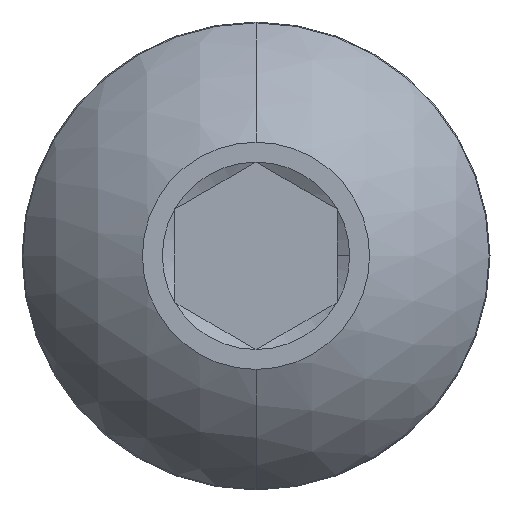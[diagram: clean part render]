
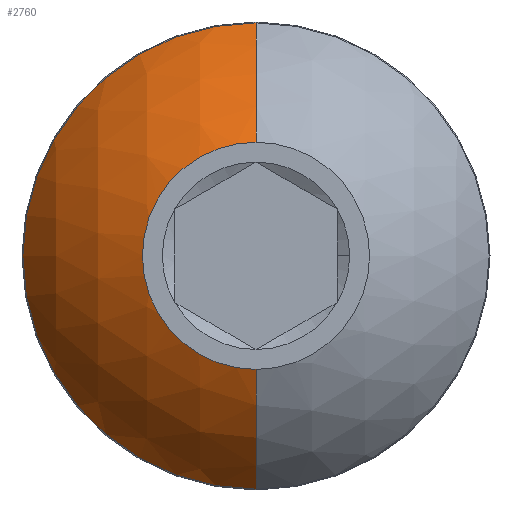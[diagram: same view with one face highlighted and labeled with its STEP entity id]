
A CAD part, top view. The second image highlights one B-rep face of the part: STEP entity #2760.
In plain terms, the highlighted spherical face has radius 5.269 mm.
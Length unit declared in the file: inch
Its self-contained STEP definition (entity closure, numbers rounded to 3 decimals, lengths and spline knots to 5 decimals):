
#87 = DIRECTION ( 'NONE',  ( 0., 0., 1. ) ) ;
#192 = CARTESIAN_POINT ( 'NONE',  ( 0., 0.0875, 0.1755 ) ) ;
#209 = CARTESIAN_POINT ( 'NONE',  ( 0., 0., 0.1755 ) ) ;
#272 = CARTESIAN_POINT ( 'NONE',  ( 0., 0., -0.01259 ) ) ;
#281 = CARTESIAN_POINT ( 'NONE',  ( 0., 0.17958, 0.09126 ) ) ;
#405 = CIRCLE ( 'NONE', #1538, 0.20744 ) ;
#515 = CARTESIAN_POINT ( 'NONE',  ( 0., 0., 0.09126 ) ) ;
#542 = VERTEX_POINT ( 'NONE', #281 ) ;
#583 = CIRCLE ( 'NONE', #1083, 0.17958 ) ;
#617 = CIRCLE ( 'NONE', #932, 0.17958 ) ;
#700 = EDGE_CURVE ( 'NONE', #2592, #1066, #405, .T. ) ;
#738 = ORIENTED_EDGE ( 'NONE', *, *, #2257, .F. ) ;
#765 = DIRECTION ( 'NONE',  ( 0., -1., 0. ) ) ;
#797 = DIRECTION ( 'NONE',  ( 0., 0., 1. ) ) ;
#798 = EDGE_CURVE ( 'NONE', #542, #1202, #2495, .T. ) ;
#932 = AXIS2_PLACEMENT_3D ( 'NONE', #1049, #797, #2373 ) ;
#1020 = CARTESIAN_POINT ( 'NONE',  ( 0., -0.17958, 0.09126 ) ) ;
#1026 = CIRCLE ( 'NONE', #2398, 0.0875 ) ;
#1049 = CARTESIAN_POINT ( 'NONE',  ( 0., 0., 0.09126 ) ) ;
#1066 = VERTEX_POINT ( 'NONE', #2162 ) ;
#1083 = AXIS2_PLACEMENT_3D ( 'NONE', #515, #87, #1225 ) ;
#1168 = ORIENTED_EDGE ( 'NONE', *, *, #798, .F. ) ;
#1175 = EDGE_LOOP ( 'NONE', ( #1392, #2432, #2170, #738, #1168 ) ) ;
#1202 = VERTEX_POINT ( 'NONE', #192 ) ;
#1225 = DIRECTION ( 'NONE',  ( -1., 0., 0. ) ) ;
#1237 = CARTESIAN_POINT ( 'NONE',  ( -0.17958, 0., 0.09126 ) ) ;
#1240 = FACE_OUTER_BOUND ( 'NONE', #1175, .T. ) ;
#1337 = DIRECTION ( 'NONE',  ( 0., 1., 0. ) ) ;
#1368 = EDGE_CURVE ( 'NONE', #542, #1515, #583, .T. ) ;
#1392 = ORIENTED_EDGE ( 'NONE', *, *, #1368, .T. ) ;
#1426 = AXIS2_PLACEMENT_3D ( 'NONE', #1995, #2234, #1337 ) ;
#1515 = VERTEX_POINT ( 'NONE', #1237 ) ;
#1518 = SPHERICAL_SURFACE ( 'NONE', #1426, 0.20744 ) ;
#1538 = AXIS2_PLACEMENT_3D ( 'NONE', #1878, #2763, #765 ) ;
#1558 = EDGE_CURVE ( 'NONE', #1515, #2592, #617, .T. ) ;
#1577 = DIRECTION ( 'NONE',  ( 0., 0., 1. ) ) ;
#1674 = DIRECTION ( 'NONE',  ( 0., 0., -1. ) ) ;
#1878 = CARTESIAN_POINT ( 'NONE',  ( 0., 0., -0.01259 ) ) ;
#1995 = CARTESIAN_POINT ( 'NONE',  ( 0., 0., -0.01259 ) ) ;
#2021 = DIRECTION ( 'NONE',  ( 1., 0., 0. ) ) ;
#2096 = DIRECTION ( 'NONE',  ( 1., 0., 0. ) ) ;
#2162 = CARTESIAN_POINT ( 'NONE',  ( 0., -0.0875, 0.1755 ) ) ;
#2170 = ORIENTED_EDGE ( 'NONE', *, *, #700, .T. ) ;
#2234 = DIRECTION ( 'NONE',  ( -1., 0., 0. ) ) ;
#2257 = EDGE_CURVE ( 'NONE', #1202, #1066, #1026, .T. ) ;
#2373 = DIRECTION ( 'NONE',  ( -1., 0., 0. ) ) ;
#2398 = AXIS2_PLACEMENT_3D ( 'NONE', #209, #1577, #2021 ) ;
#2432 = ORIENTED_EDGE ( 'NONE', *, *, #1558, .T. ) ;
#2495 = CIRCLE ( 'NONE', #2738, 0.20744 ) ;
#2592 = VERTEX_POINT ( 'NONE', #1020 ) ;
#2738 = AXIS2_PLACEMENT_3D ( 'NONE', #272, #2096, #1674 ) ;
#2760 = ADVANCED_FACE ( 'NONE', ( #1240 ), #1518, .T. ) ;
#2763 = DIRECTION ( 'NONE',  ( -1., 0., 0. ) ) ;
